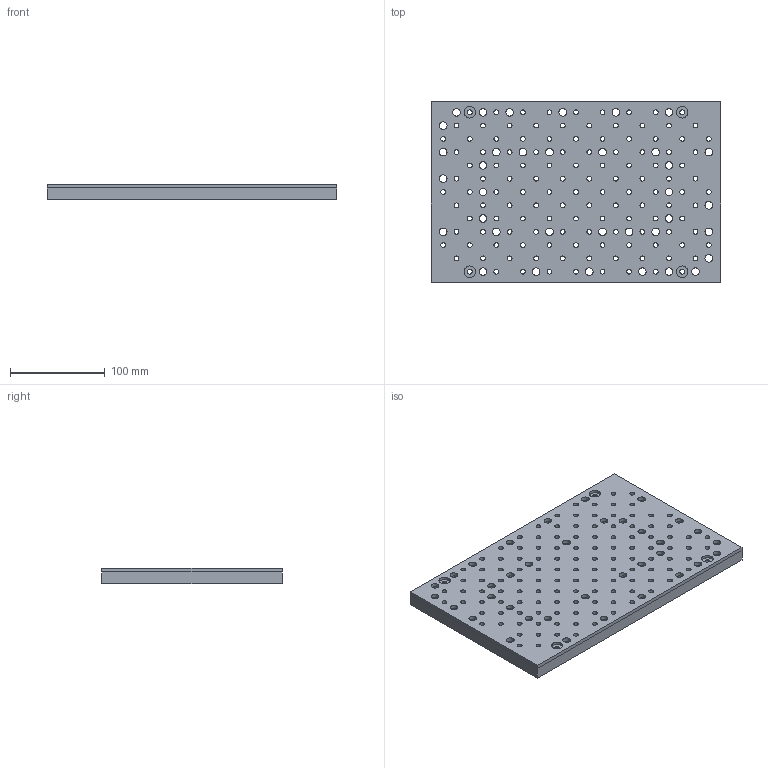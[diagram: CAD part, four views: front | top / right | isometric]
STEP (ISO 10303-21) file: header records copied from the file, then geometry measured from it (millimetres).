
FILE_DESCRIPTION(/* description */ (''),/* implementation_level */ '2;1');
FILE_NAME(/* name */ 'Fixture Rev. 4_v51.step',/* time_stamp */ '2020-10-31T19:34:31-07:00',/* author */ (''),/* organization */ (''),/* preprocessor_version */ 'ST-DEVELOPER v18.1',/* originating_system */ 'Autodesk Translation Framework v9.3.0.1241',/* authorisation */ '');
FILE_SCHEMA (('AUTOMOTIVE_DESIGN { 1 0 10303 214 3 1 1 }'));
Length unit declared in the file: millimetre
Products named in the file (3): Fixture Rev. 4 v51; Component1; Component2
Assembly tree (2 placements, depth 2):
  Fixture Rev. 4 v51
    Component1
    Component2
Bounding box: 305 x 190 x 16.5 mm (x, y, z)
Volume: 874458.5 mm3; surface area: 282013.3 mm2
Topology: 2 solids, 2 shells, 374 faces, 1074 edges, 716 vertices
Faces by surface type: cylinder 350, plane 24
Full cylindrical faces by diameter (mm): 5.08 x258, 6.477 x8, 8 x72, 12 x4, 12.5 x8
Entity records: 14129 total; most frequent: DIRECTION 2532, CARTESIAN_POINT 2169, ORIENTED_EDGE 2148, AXIS2_PLACEMENT_3D 1079, EDGE_CURVE 1074, EDGE_LOOP 1062, VERTEX_POINT 716, CIRCLE 700
